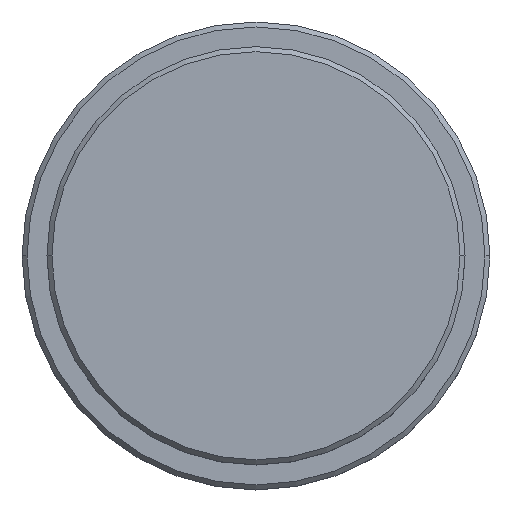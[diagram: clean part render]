
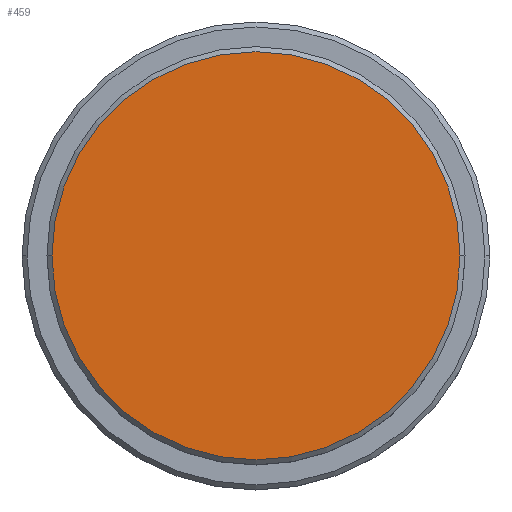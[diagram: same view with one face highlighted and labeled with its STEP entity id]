
A CAD part, top view. The second image highlights one B-rep face of the part: STEP entity #459.
In plain terms, the highlighted planar face has unit normal (0, 0, 1).
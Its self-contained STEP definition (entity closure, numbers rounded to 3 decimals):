
#76 = DIRECTION ( 'NONE',  ( 1., 0., 0. ) ) ;
#142 = DIRECTION ( 'NONE',  ( 0., 0., 1. ) ) ;
#226 = AXIS2_PLACEMENT_3D ( 'NONE', #828, #717, #76 ) ;
#254 = DIRECTION ( 'NONE',  ( 1., 0., 0. ) ) ;
#347 = FACE_OUTER_BOUND ( 'NONE', #1135, .T. ) ;
#361 = ORIENTED_EDGE ( 'NONE', *, *, #1342, .T. ) ;
#428 = CARTESIAN_POINT ( 'NONE',  ( -20.5, 0., 0. ) ) ;
#459 = ADVANCED_FACE ( 'NONE', ( #347 ), #1325, .T. ) ;
#563 = DIRECTION ( 'NONE',  ( 0., 0., 1. ) ) ;
#591 = CARTESIAN_POINT ( 'NONE',  ( 20.5, 0., 0. ) ) ;
#593 = CARTESIAN_POINT ( 'NONE',  ( 0., 0., 0. ) ) ;
#601 = VERTEX_POINT ( 'NONE', #591 ) ;
#675 = CARTESIAN_POINT ( 'NONE',  ( 0., 0., 0. ) ) ;
#717 = DIRECTION ( 'NONE',  ( 0., 0., 1. ) ) ;
#785 = AXIS2_PLACEMENT_3D ( 'NONE', #675, #563, #989 ) ;
#790 = CIRCLE ( 'NONE', #226, 20.5 ) ;
#828 = CARTESIAN_POINT ( 'NONE',  ( 0., 0., 0. ) ) ;
#989 = DIRECTION ( 'NONE',  ( 1., 0., 0. ) ) ;
#1027 = CIRCLE ( 'NONE', #1332, 20.5 ) ;
#1033 = ORIENTED_EDGE ( 'NONE', *, *, #1396, .T. ) ;
#1135 = EDGE_LOOP ( 'NONE', ( #1033, #361 ) ) ;
#1192 = VERTEX_POINT ( 'NONE', #428 ) ;
#1325 = PLANE ( 'NONE',  #785 ) ;
#1332 = AXIS2_PLACEMENT_3D ( 'NONE', #593, #142, #254 ) ;
#1342 = EDGE_CURVE ( 'NONE', #601, #1192, #1027, .T. ) ;
#1396 = EDGE_CURVE ( 'NONE', #1192, #601, #790, .T. ) ;
